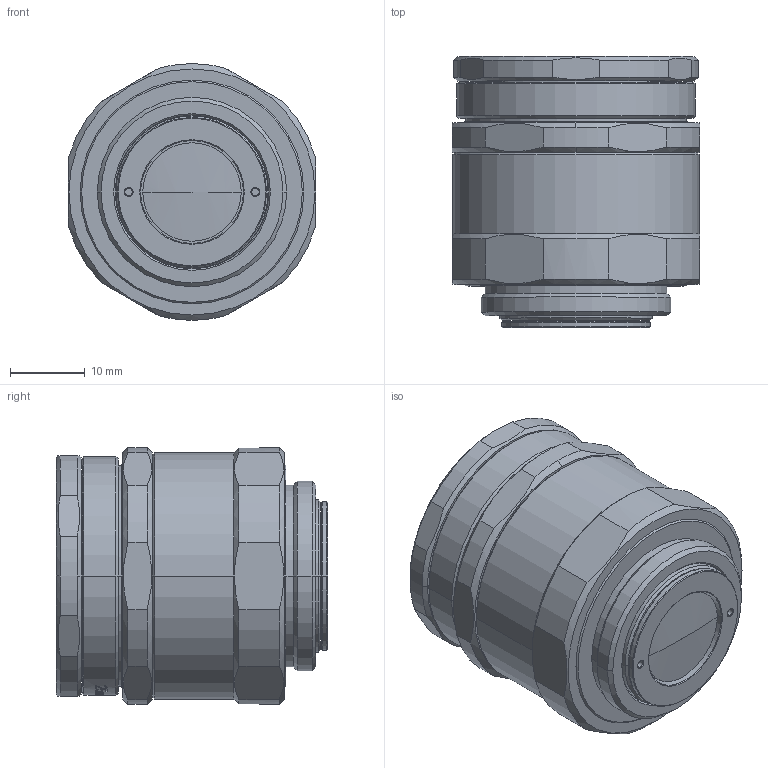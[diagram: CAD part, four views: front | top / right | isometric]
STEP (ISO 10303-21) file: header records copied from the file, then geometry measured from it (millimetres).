
FILE_DESCRIPTION((''),'2;1');
FILE_NAME('VA-LCM-5MP-25MM-F1.4-015','2022-05-27T14:23:42',('Administrator'),(''),'CREO PARAMETRIC BY PTC INC, 2018020','CREO PARAMETRIC BY PTC INC, 2018020','');
FILE_SCHEMA(('CONFIG_CONTROL_DESIGN'));
Length unit declared in the file: millimetre
Products named in the file (16): 502_2; 602_ASM_1_ASM; 306_1; 307_1; 603_ASM_1_ASM; 514_1; 502_ASM_1_ASM; 501_1; 601_ASM_1_ASM; 301_1; 511_2; 501_ASM_2_ASM; 504_1; 503_1; 200_ASM_3_ASM; VA-LCM-5MP-25MM-F1.4-015
Assembly tree (15 placements, depth 5):
  VA-LCM-5MP-25MM-F1.4-015
    200_ASM_3_ASM
      502_ASM_1_ASM
        502_2
        602_ASM_1_ASM
        603_ASM_1_ASM
          306_1
          307_1
        514_1
      501_ASM_2_ASM
        501_1
        601_ASM_1_ASM
        301_1
        511_2
      504_1
      503_1
Bounding box: 33.2 x 36.35 x 34.4 mm (x, y, z)
Volume: 20461.7 mm3; surface area: 19777.3 mm2
Topology: 9 solids, 9 shells, 596 faces, 1566 edges, 1018 vertices
Faces by surface type: plane 214, cone 138, cylinder 134, bspline 98, sphere 12
Entity records: 22861 total; most frequent: CARTESIAN_POINT 8546, ORIENTED_EDGE 3108, DIRECTION 2705, EDGE_CURVE 1554, AXIS2_PLACEMENT_3D 1111, VERTEX_POINT 1018, EDGE_LOOP 654, FACE_OUTER_BOUND 596
